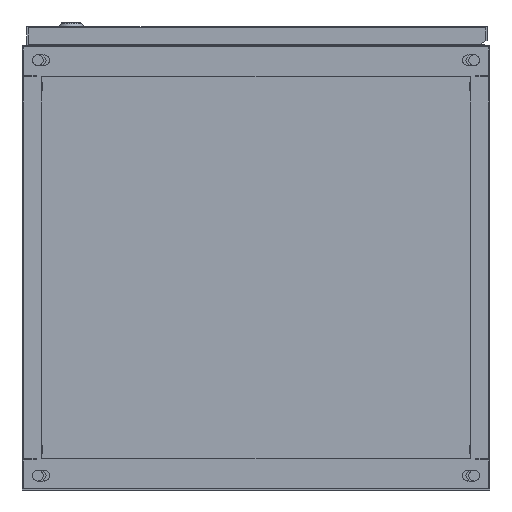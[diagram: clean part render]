
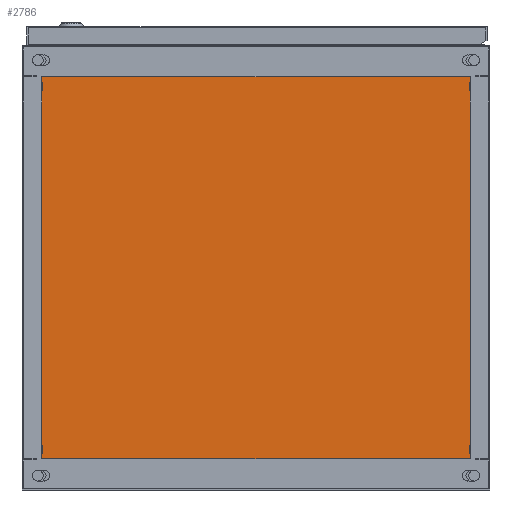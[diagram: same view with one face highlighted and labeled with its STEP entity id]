
A CAD part, front view. The second image highlights one B-rep face of the part: STEP entity #2786.
In plain terms, the highlighted planar face has unit normal (0, -1, 0).
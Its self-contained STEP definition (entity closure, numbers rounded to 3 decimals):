
#2786 = ADVANCED_FACE ( 'NONE', ( #8775 ), #14243, .F. ) ;
#5007 = CARTESIAN_POINT ( 'NONE',  ( 275., 1799., -245. ) ) ;
#5750 = VERTEX_POINT ( 'NONE', #88567 ) ;
#6685 = CARTESIAN_POINT ( 'NONE',  ( -275., 1799., -245. ) ) ;
#7375 = AXIS2_PLACEMENT_3D ( 'NONE', #14045, #13569, #13444 ) ;
#8775 = FACE_OUTER_BOUND ( 'NONE', #45308, .T. ) ;
#9787 = VECTOR ( 'NONE', #60668, 1000. ) ;
#12254 = VECTOR ( 'NONE', #84390, 1000. ) ;
#13188 = VERTEX_POINT ( 'NONE', #29011 ) ;
#13224 = CARTESIAN_POINT ( 'NONE',  ( -275., 1799., -245. ) ) ;
#13444 = DIRECTION ( 'NONE',  ( 0., 0., 1. ) ) ;
#13569 = DIRECTION ( 'NONE',  ( 0., 1., 0. ) ) ;
#14045 = CARTESIAN_POINT ( 'NONE',  ( 0., 1799., 0. ) ) ;
#14243 = PLANE ( 'NONE',  #7375 ) ;
#15938 = LINE ( 'NONE', #55183, #97095 ) ;
#17957 = VERTEX_POINT ( 'NONE', #5007 ) ;
#24794 = CARTESIAN_POINT ( 'NONE',  ( -275., 1799., 245. ) ) ;
#25820 = LINE ( 'NONE', #6685, #70193 ) ;
#29011 = CARTESIAN_POINT ( 'NONE',  ( 275., 1799., 245. ) ) ;
#30336 = EDGE_CURVE ( 'NONE', #5750, #73468, #80083, .T. ) ;
#30510 = EDGE_CURVE ( 'NONE', #73468, #13188, #15938, .T. ) ;
#30973 = EDGE_CURVE ( 'NONE', #13188, #17957, #33362, .T. ) ;
#31425 = EDGE_CURVE ( 'NONE', #17957, #5750, #25820, .T. ) ;
#31589 = DIRECTION ( 'NONE',  ( 1., 0., 0. ) ) ;
#33362 = LINE ( 'NONE', #53042, #12254 ) ;
#34378 = ORIENTED_EDGE ( 'NONE', *, *, #30336, .F. ) ;
#41489 = ORIENTED_EDGE ( 'NONE', *, *, #30973, .F. ) ;
#45308 = EDGE_LOOP ( 'NONE', ( #34378, #70628, #41489, #52346 ) ) ;
#52346 = ORIENTED_EDGE ( 'NONE', *, *, #30510, .F. ) ;
#53042 = CARTESIAN_POINT ( 'NONE',  ( 275., 1799., -245. ) ) ;
#55183 = CARTESIAN_POINT ( 'NONE',  ( -275., 1799., 245. ) ) ;
#60668 = DIRECTION ( 'NONE',  ( 0., 0., 1. ) ) ;
#62056 = DIRECTION ( 'NONE',  ( -1., 0., 0. ) ) ;
#70193 = VECTOR ( 'NONE', #62056, 1000. ) ;
#70628 = ORIENTED_EDGE ( 'NONE', *, *, #31425, .F. ) ;
#73468 = VERTEX_POINT ( 'NONE', #24794 ) ;
#80083 = LINE ( 'NONE', #13224, #9787 ) ;
#84390 = DIRECTION ( 'NONE',  ( 0., 0., -1. ) ) ;
#88567 = CARTESIAN_POINT ( 'NONE',  ( -275., 1799., -245. ) ) ;
#97095 = VECTOR ( 'NONE', #31589, 1000. ) ;
